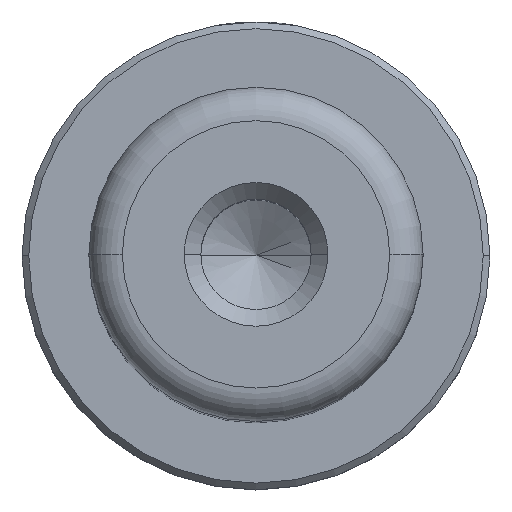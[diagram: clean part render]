
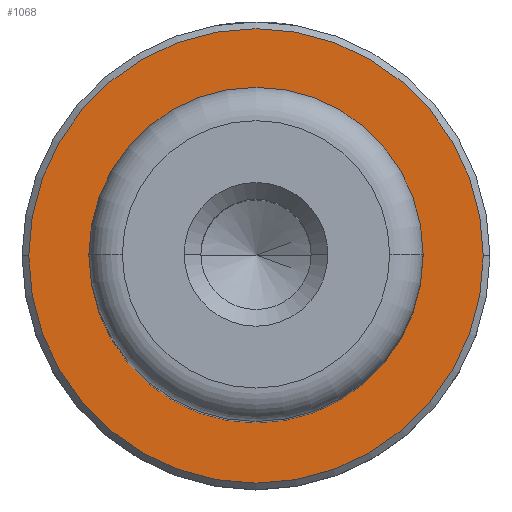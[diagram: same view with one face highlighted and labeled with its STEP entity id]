
A CAD part, top view. The second image highlights one B-rep face of the part: STEP entity #1068.
In plain terms, the highlighted planar face has unit normal (0, 0, 1).
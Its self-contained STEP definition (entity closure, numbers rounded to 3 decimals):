
#29 = CARTESIAN_POINT ( 'NONE',  ( -4.5, 0., 13. ) ) ;
#40 = EDGE_LOOP ( 'NONE', ( #575, #1908 ) ) ;
#76 = FACE_BOUND ( 'NONE', #545, .T. ) ;
#111 = DIRECTION ( 'NONE',  ( 1., 0., 0. ) ) ;
#118 = DIRECTION ( 'NONE',  ( 0., 0., 1. ) ) ;
#130 = CARTESIAN_POINT ( 'NONE',  ( 0., 0., 13. ) ) ;
#241 = CARTESIAN_POINT ( 'NONE',  ( -6.8, 0., 13. ) ) ;
#245 = AXIS2_PLACEMENT_3D ( 'NONE', #1875, #987, #2024 ) ;
#255 = EDGE_CURVE ( 'NONE', #843, #1116, #1274, .T. ) ;
#268 = CARTESIAN_POINT ( 'NONE',  ( 0., 0., 13. ) ) ;
#348 = FACE_OUTER_BOUND ( 'NONE', #40, .T. ) ;
#545 = EDGE_LOOP ( 'NONE', ( #1584, #728 ) ) ;
#575 = ORIENTED_EDGE ( 'NONE', *, *, #952, .T. ) ;
#625 = DIRECTION ( 'NONE',  ( 0., 0., 1. ) ) ;
#674 = CIRCLE ( 'NONE', #245, 6.8 ) ;
#684 = DIRECTION ( 'NONE',  ( -1., 0., 0. ) ) ;
#728 = ORIENTED_EDGE ( 'NONE', *, *, #1758, .T. ) ;
#807 = CIRCLE ( 'NONE', #1460, 4.5 ) ;
#829 = DIRECTION ( 'NONE',  ( 0., 0., -1. ) ) ;
#843 = VERTEX_POINT ( 'NONE', #29 ) ;
#857 = DIRECTION ( 'NONE',  ( 0., 0., -1. ) ) ;
#951 = VERTEX_POINT ( 'NONE', #241 ) ;
#952 = EDGE_CURVE ( 'NONE', #951, #1620, #1220, .T. ) ;
#955 = CARTESIAN_POINT ( 'NONE',  ( 4.5, 0., 13. ) ) ;
#967 = AXIS2_PLACEMENT_3D ( 'NONE', #268, #625, #1690 ) ;
#987 = DIRECTION ( 'NONE',  ( 0., 0., 1. ) ) ;
#1068 = ADVANCED_FACE ( 'NONE', ( #348, #76 ), #1976, .T. ) ;
#1116 = VERTEX_POINT ( 'NONE', #955 ) ;
#1199 = EDGE_CURVE ( 'NONE', #1620, #951, #674, .T. ) ;
#1220 = CIRCLE ( 'NONE', #1622, 6.8 ) ;
#1274 = CIRCLE ( 'NONE', #1822, 4.5 ) ;
#1460 = AXIS2_PLACEMENT_3D ( 'NONE', #1750, #857, #1890 ) ;
#1584 = ORIENTED_EDGE ( 'NONE', *, *, #255, .T. ) ;
#1620 = VERTEX_POINT ( 'NONE', #1831 ) ;
#1622 = AXIS2_PLACEMENT_3D ( 'NONE', #130, #118, #111 ) ;
#1690 = DIRECTION ( 'NONE',  ( 1., 0., 0. ) ) ;
#1750 = CARTESIAN_POINT ( 'NONE',  ( 0., 0., 13. ) ) ;
#1758 = EDGE_CURVE ( 'NONE', #1116, #843, #807, .T. ) ;
#1766 = CARTESIAN_POINT ( 'NONE',  ( 0., 0., 13. ) ) ;
#1822 = AXIS2_PLACEMENT_3D ( 'NONE', #1766, #829, #684 ) ;
#1831 = CARTESIAN_POINT ( 'NONE',  ( 6.8, 0., 13. ) ) ;
#1875 = CARTESIAN_POINT ( 'NONE',  ( 0., 0., 13. ) ) ;
#1890 = DIRECTION ( 'NONE',  ( -1., 0., 0. ) ) ;
#1908 = ORIENTED_EDGE ( 'NONE', *, *, #1199, .T. ) ;
#1976 = PLANE ( 'NONE',  #967 ) ;
#2024 = DIRECTION ( 'NONE',  ( 1., 0., 0. ) ) ;
